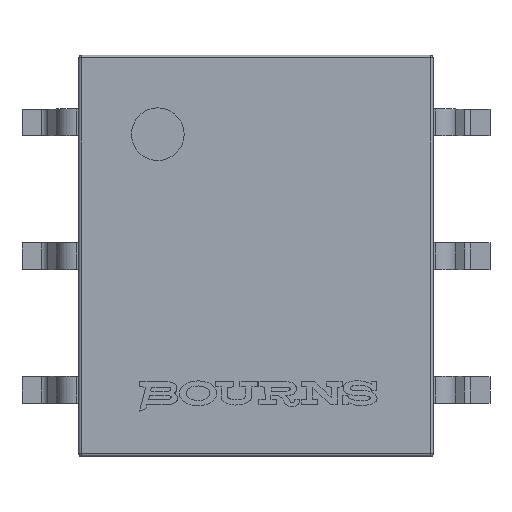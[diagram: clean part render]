
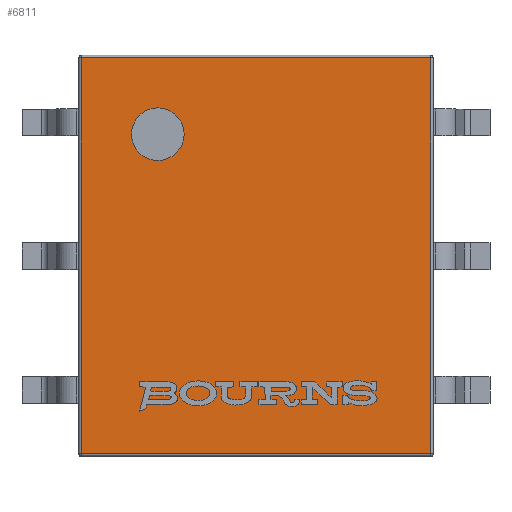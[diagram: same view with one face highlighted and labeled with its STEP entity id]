
A CAD part, top view. The second image highlights one B-rep face of the part: STEP entity #6811.
In plain terms, the highlighted face is planar.
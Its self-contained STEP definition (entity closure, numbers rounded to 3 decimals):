
#352=FACE_BOUND('',#1206,.T.);
#521=CIRCLE('',#7430,0.5);
#522=CIRCLE('',#7431,0.5);
#821=FACE_OUTER_BOUND('',#1205,.T.);
#1205=EDGE_LOOP('',(#5001,#5002,#5003,#5004));
#1206=EDGE_LOOP('',(#5005,#5006));
#1672=LINE('',#9694,#2325);
#1674=LINE('',#9704,#2327);
#1676=LINE('',#9707,#2329);
#1684=LINE('',#9725,#2337);
#2325=VECTOR('',#8168,10.);
#2327=VECTOR('',#8180,10.);
#2329=VECTOR('',#8184,10.);
#2337=VECTOR('',#8204,10.);
#2950=VERTEX_POINT('',#9661);
#2955=VERTEX_POINT('',#9674);
#2961=VERTEX_POINT('',#9689);
#2964=VERTEX_POINT('',#9699);
#2993=VERTEX_POINT('',#9780);
#2994=VERTEX_POINT('',#9781);
#3701=EDGE_CURVE('',#2950,#2961,#1672,.T.);
#3706=EDGE_CURVE('',#2961,#2964,#1674,.T.);
#3708=EDGE_CURVE('',#2964,#2955,#1676,.T.);
#3718=EDGE_CURVE('',#2955,#2950,#1684,.T.);
#3746=EDGE_CURVE('',#2993,#2994,#521,.T.);
#3747=EDGE_CURVE('',#2994,#2993,#522,.T.);
#5001=ORIENTED_EDGE('',*,*,#3701,.F.);
#5002=ORIENTED_EDGE('',*,*,#3718,.F.);
#5003=ORIENTED_EDGE('',*,*,#3708,.F.);
#5004=ORIENTED_EDGE('',*,*,#3706,.F.);
#5005=ORIENTED_EDGE('',*,*,#3746,.T.);
#5006=ORIENTED_EDGE('',*,*,#3747,.T.);
#6588=PLANE('',#7429);
#6811=ADVANCED_FACE('',(#821,#352),#6588,.F.);
#7429=AXIS2_PLACEMENT_3D('',#9779,#8242,#8243);
#7430=AXIS2_PLACEMENT_3D('',#9782,#8244,#8245);
#7431=AXIS2_PLACEMENT_3D('',#9783,#8246,#8247);
#8168=DIRECTION('',(0.,0.,-1.));
#8180=DIRECTION('',(1.,0.,0.));
#8184=DIRECTION('',(0.,0.,1.));
#8204=DIRECTION('',(-1.,0.,0.));
#8242=DIRECTION('center_axis',(0.,-1.,0.));
#8243=DIRECTION('ref_axis',(0.,0.,-1.));
#8244=DIRECTION('center_axis',(0.,-1.,0.));
#8245=DIRECTION('ref_axis',(0.,0.,1.));
#8246=DIRECTION('center_axis',(0.,-1.,0.));
#8247=DIRECTION('ref_axis',(0.,0.,1.));
#9661=CARTESIAN_POINT('',(-3.76,4.47,3.315));
#9674=CARTESIAN_POINT('',(3.76,4.47,3.315));
#9689=CARTESIAN_POINT('',(-3.76,4.47,-3.315));
#9694=CARTESIAN_POINT('',(-3.76,4.47,1.683));
#9699=CARTESIAN_POINT('',(3.76,4.47,-3.315));
#9704=CARTESIAN_POINT('',(-1.905,4.47,-3.315));
#9707=CARTESIAN_POINT('',(3.76,4.47,1.683));
#9725=CARTESIAN_POINT('',(-1.905,4.47,3.315));
#9779=CARTESIAN_POINT('Origin',(0.,4.47,0.));
#9780=CARTESIAN_POINT('',(-2.31,4.47,2.365));
#9781=CARTESIAN_POINT('',(-2.31,4.47,1.365));
#9782=CARTESIAN_POINT('Origin',(-2.31,4.47,1.865));
#9783=CARTESIAN_POINT('Origin',(-2.31,4.47,1.865));
